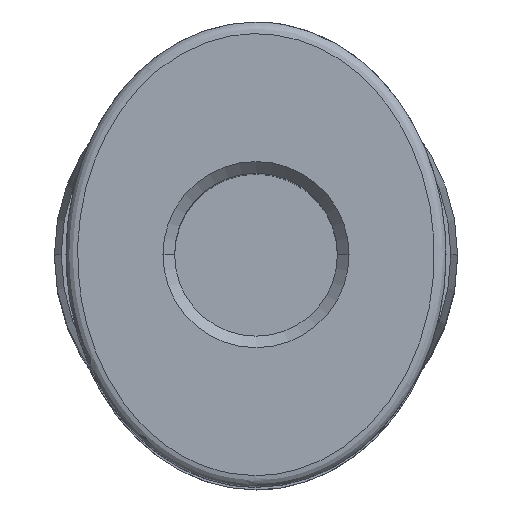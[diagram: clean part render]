
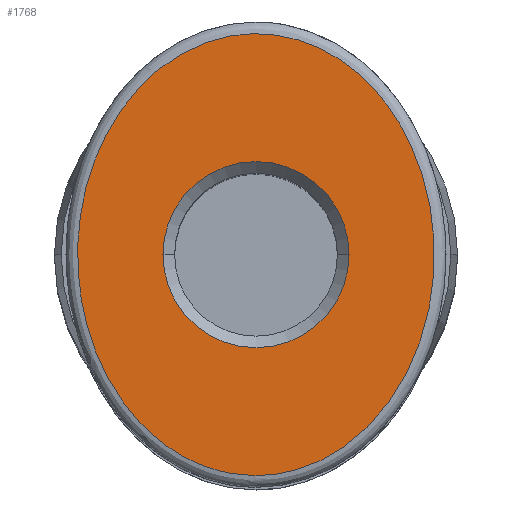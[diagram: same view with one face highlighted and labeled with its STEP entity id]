
A CAD part, top view. The second image highlights one B-rep face of the part: STEP entity #1768.
In plain terms, the highlighted planar face has unit normal (0, 0, 1).
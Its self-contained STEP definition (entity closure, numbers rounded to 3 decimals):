
#517=CARTESIAN_POINT('',(2.4,0.0,20.1));
#518=VERTEX_POINT('',#517);
#525=CARTESIAN_POINT('',(-2.4,0.,20.1));
#526=VERTEX_POINT('',#525);
#527=CARTESIAN_POINT('',(0.0,0.0,20.1));
#528=DIRECTION('',(0.0,0.0,1.0));
#529=DIRECTION('',(1.0,0.0,0.0));
#530=AXIS2_PLACEMENT_3D('',#527,#528,#529);
#531=CIRCLE('',#530,2.4);
#532=EDGE_CURVE('',#518,#526,#531,.T.);
#1702=CARTESIAN_POINT('',(0.0,0.0,20.1));
#1703=DIRECTION('',(0.0,0.0,1.0));
#1704=DIRECTION('',(1.0,0.0,0.0));
#1705=AXIS2_PLACEMENT_3D('',#1702,#1703,#1704);
#1706=CIRCLE('',#1705,2.4);
#1707=EDGE_CURVE('',#526,#518,#1706,.T.);
#1712=CARTESIAN_POINT('',(0.,-6.0,20.1));
#1713=DIRECTION('',(0.0,0.0,1.0));
#1714=DIRECTION('',(1.0,0.0,0.0));
#1715=AXIS2_PLACEMENT_3D('',#1712,#1713,#1714);
#1716=PLANE('',#1715);
#1717=CARTESIAN_POINT('',(0.,-5.7,20.1));
#1718=VERTEX_POINT('',#1717);
#1719=CARTESIAN_POINT('',(0.,-5.7,20.1));
#1720=CARTESIAN_POINT('',(-0.37,-5.7,20.1));
#1721=CARTESIAN_POINT('',(-0.745,-5.643,20.1));
#1722=CARTESIAN_POINT('',(-1.102,-5.534,20.1));
#1723=CARTESIAN_POINT('',(-1.6,-5.381,20.1));
#1724=CARTESIAN_POINT('',(-2.065,-5.127,20.1));
#1725=CARTESIAN_POINT('',(-2.474,-4.804,20.1));
#1726=CARTESIAN_POINT('',(-3.047,-4.35,20.1));
#1727=CARTESIAN_POINT('',(-3.508,-3.764,20.1));
#1728=CARTESIAN_POINT('',(-3.848,-3.12,20.1));
#1729=CARTESIAN_POINT('',(-4.324,-2.22,20.1));
#1730=CARTESIAN_POINT('',(-4.572,-1.2,20.1));
#1731=CARTESIAN_POINT('',(-4.598,-0.179,20.1));
#1732=CARTESIAN_POINT('',(-4.628,1.021,20.1));
#1733=CARTESIAN_POINT('',(-4.354,2.238,20.1));
#1734=CARTESIAN_POINT('',(-3.758,3.285,20.1));
#1735=CARTESIAN_POINT('',(-3.389,3.933,20.1));
#1736=CARTESIAN_POINT('',(-2.896,4.51,20.1));
#1737=CARTESIAN_POINT('',(-2.29,4.942,20.1));
#1738=CARTESIAN_POINT('',(-1.683,5.374,20.1));
#1739=CARTESIAN_POINT('',(-0.961,5.649,20.1));
#1740=CARTESIAN_POINT('',(-0.222,5.693,20.1));
#1741=CARTESIAN_POINT('',(0.567,5.741,20.1));
#1742=CARTESIAN_POINT('',(1.369,5.521,20.1));
#1743=CARTESIAN_POINT('',(2.046,5.104,20.1));
#1744=CARTESIAN_POINT('',(2.743,4.674,20.1));
#1745=CARTESIAN_POINT('',(3.309,4.05,20.1));
#1746=CARTESIAN_POINT('',(3.72,3.35,20.1));
#1747=CARTESIAN_POINT('',(4.256,2.437,20.1));
#1748=CARTESIAN_POINT('',(4.546,1.377,20.1));
#1749=CARTESIAN_POINT('',(4.593,0.311,20.1));
#1750=CARTESIAN_POINT('',(4.643,-0.825,20.1));
#1751=CARTESIAN_POINT('',(4.421,-1.975,20.1));
#1752=CARTESIAN_POINT('',(3.913,-2.994,20.1));
#1753=CARTESIAN_POINT('',(3.404,-4.014,20.1));
#1754=CARTESIAN_POINT('',(2.591,-4.902,20.1));
#1755=CARTESIAN_POINT('',(1.553,-5.364,20.1));
#1756=CARTESIAN_POINT('',(1.065,-5.582,20.1));
#1757=CARTESIAN_POINT('',(0.532,-5.7,20.1));
#1758=CARTESIAN_POINT('',(0.,-5.7,20.1));
#1759=B_SPLINE_CURVE_WITH_KNOTS('',3,(#1719,#1720,#1721,#1722,#1723,#1724,#1725,#1726,#1727,#1728,#1729,#1730,#1731,#1732,#1733,#1734,#1735,#1736,#1737,#1738,#1739,#1740,#1741,#1742,#1743,#1744,#1745,#1746,#1747,#1748,#1749,#1750,#1751,#1752,#1753,#1754,#1755,#1756,#1757,#1758),.UNSPECIFIED.,.T.,.U.,(4,3,3,3,3,3,3,3,3,3,3,3,3,4),(0.,0.216,0.519,0.943,1.537,2.234,2.666,3.098,3.559,4.033,4.652,5.311,5.972,6.283),.UNSPECIFIED.);
#1760=EDGE_CURVE('',#1718,#1718,#1759,.T.);
#1761=ORIENTED_EDGE('',*,*,#1760,.F.);
#1762=EDGE_LOOP('',(#1761));
#1763=FACE_OUTER_BOUND('',#1762,.T.);
#1764=ORIENTED_EDGE('',*,*,#1707,.F.);
#1765=ORIENTED_EDGE('',*,*,#532,.F.);
#1766=EDGE_LOOP('',(#1764,#1765));
#1767=FACE_BOUND('',#1766,.T.);
#1768=ADVANCED_FACE('',(#1763,#1767),#1716,.T.);
